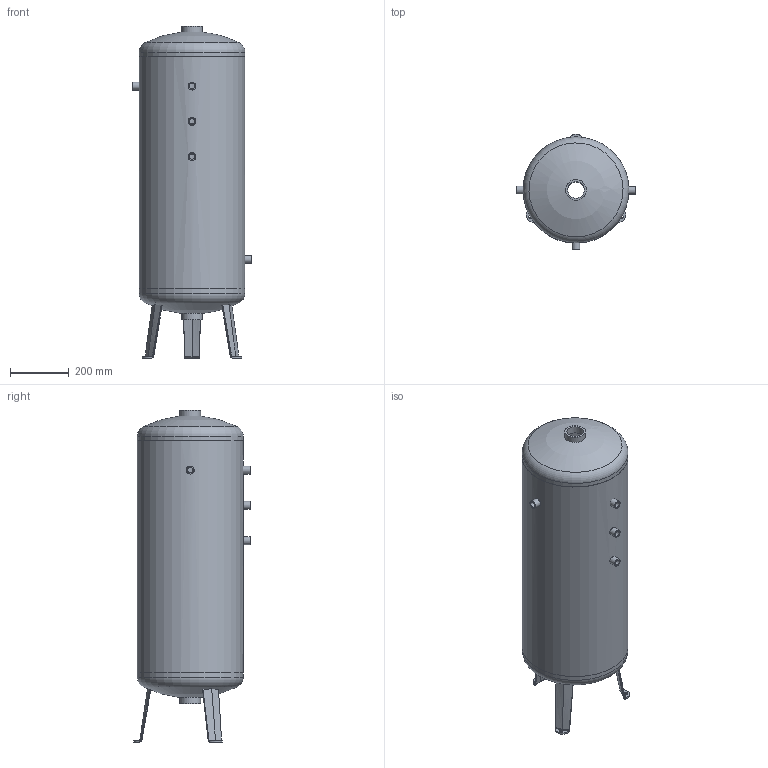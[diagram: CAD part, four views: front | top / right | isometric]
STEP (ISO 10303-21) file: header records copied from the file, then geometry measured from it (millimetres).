
FILE_DESCRIPTION(/* description */ (''),/* implementation_level */ '2;1');
FILE_NAME(/* name */ 'MB 030603-2.90.stp',/* time_stamp */ '2022-11-16T10:41:24+01:00',/* author */ ('m.ebener'),/* organization */ (''),/* preprocessor_version */ 'ST-DEVELOPER v16.1',/* originating_system */ 'Autodesk Inventor 2016',/* authorisation */ '');
FILE_SCHEMA (('AUTOMOTIVE_DESIGN { 1 0 10303 214 3 1 1 }'));
Length unit declared in the file: millimetre
Products named in the file (7): Boden unten; Behälterfuß; Standardmuffe - halbe Länge - G 2; Mantel; Standardmuffe - G 1_2; Boden oben; MB 030603-2.90
Assembly tree (13 placements, depth 2):
  MB 030603-2.90
    Boden unten
    Behälterfuß  x3
    Standardmuffe - halbe Länge - G 2  x2
    Mantel
    Standardmuffe - G 1_2  x5
    Boden oben
Bounding box: 406.96 x 395.32 x 1129.27 mm (x, y, z)
Volume: 6037707.1 mm3; surface area: 2455846.4 mm2
Topology: 13 solids, 13 shells, 110 faces, 248 edges, 160 vertices
Faces by surface type: cylinder 39, plane 30, bspline 30, sphere 7, torus 4
Full cylindrical faces by diameter (mm): 10 x3, 18.631 x5, 20 x1, 25 x2, 26.9 x7, 56.656 x2, 70 x4, 350 x3, 360 x3
Entity records: 2037 total; most frequent: CARTESIAN_POINT 843, DIRECTION 218, ORIENTED_EDGE 166, AXIS2_PLACEMENT_3D 101, EDGE_LOOP 98, EDGE_CURVE 83, VERTEX_POINT 67, FACE_OUTER_BOUND 52
